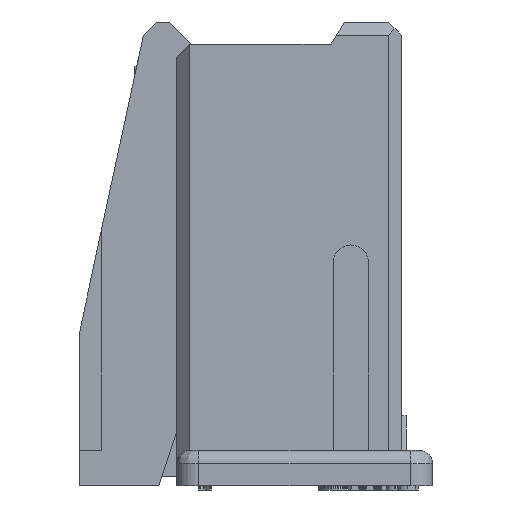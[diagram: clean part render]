
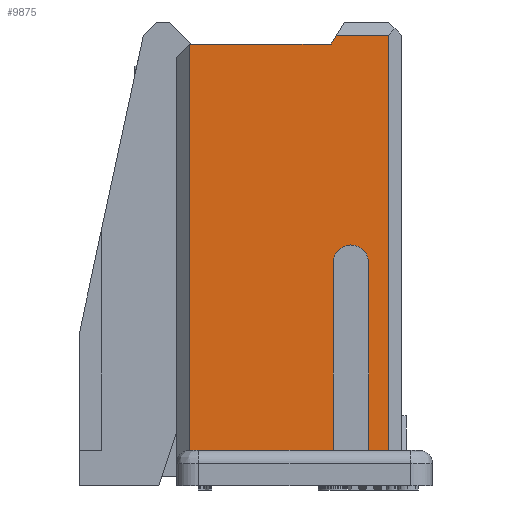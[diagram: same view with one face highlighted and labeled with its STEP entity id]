
A CAD part, front view. The second image highlights one B-rep face of the part: STEP entity #9875.
In plain terms, the highlighted planar face has unit normal (0, -1, 0).
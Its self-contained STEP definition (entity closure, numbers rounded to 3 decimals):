
#136=DIRECTION('',(0.,0.,-1.));
#137=VECTOR('',#136,9.4);
#138=CARTESIAN_POINT('',(1.9,0.825,-0.3));
#139=LINE('',#138,#137);
#140=DIRECTION('',(-1.,0.,0.));
#141=VECTOR('',#140,0.45);
#142=CARTESIAN_POINT('',(1.9,0.825,-9.7));
#143=LINE('',#142,#141);
#144=DIRECTION('',(0.,0.,1.));
#145=VECTOR('',#144,4.25);
#146=CARTESIAN_POINT('',(1.45,0.825,-9.7));
#147=LINE('',#146,#145);
#148=CARTESIAN_POINT('',(1.05,0.825,-5.45));
#149=DIRECTION('',(0.,-1.,0.));
#150=DIRECTION('',(1.,0.,0.));
#151=AXIS2_PLACEMENT_3D('',#148,#149,#150);
#153=DIRECTION('',(0.,0.,1.));
#154=VECTOR('',#153,4.25);
#155=CARTESIAN_POINT('',(0.65,0.825,-9.7));
#156=LINE('',#155,#154);
#157=DIRECTION('',(-1.,0.,0.));
#158=VECTOR('',#157,3.25);
#159=CARTESIAN_POINT('',(0.65,0.825,-9.7));
#160=LINE('',#159,#158);
#161=DIRECTION('',(0.,0.,-1.));
#162=VECTOR('',#161,9.2);
#163=CARTESIAN_POINT('',(-2.6,0.825,-0.5));
#164=LINE('',#163,#162);
#165=DIRECTION('',(1.,0.,0.));
#166=VECTOR('',#165,1.18);
#167=CARTESIAN_POINT('',(0.72,0.825,-0.3));
#168=LINE('',#167,#166);
#185=DIRECTION('',(0.514,0.,0.857));
#186=VECTOR('',#185,0.233);
#187=CARTESIAN_POINT('',(0.6,0.825,-0.5));
#188=LINE('',#187,#186);
#337=DIRECTION('',(1.,0.,0.));
#338=VECTOR('',#337,3.2);
#339=CARTESIAN_POINT('',(-2.6,0.825,-0.5));
#340=LINE('',#339,#338);
#7564=CARTESIAN_POINT('',(0.6,0.825,-0.5));
#7566=VERTEX_POINT('',#7564);
#7632=CARTESIAN_POINT('',(1.45,0.825,-9.7));
#7633=VERTEX_POINT('',#7632);
#7634=CARTESIAN_POINT('',(0.65,0.825,-9.7));
#7635=VERTEX_POINT('',#7634);
#7636=CARTESIAN_POINT('',(1.45,0.825,-5.45));
#7637=VERTEX_POINT('',#7636);
#7638=CARTESIAN_POINT('',(0.65,0.825,-5.45));
#7639=VERTEX_POINT('',#7638);
#7801=CARTESIAN_POINT('',(1.9,0.825,-0.3));
#7802=CARTESIAN_POINT('',(1.9,0.825,-9.7));
#7803=VERTEX_POINT('',#7801);
#7804=VERTEX_POINT('',#7802);
#7809=CARTESIAN_POINT('',(0.72,0.825,-0.3));
#7811=VERTEX_POINT('',#7809);
#7833=CARTESIAN_POINT('',(-2.6,0.825,-0.5));
#7834=CARTESIAN_POINT('',(-2.6,0.825,-9.7));
#7835=VERTEX_POINT('',#7833);
#7836=VERTEX_POINT('',#7834);
#9850=CARTESIAN_POINT('',(0.,0.825,0.));
#9851=DIRECTION('',(0.,1.,0.));
#9852=DIRECTION('',(1.,0.,0.));
#9853=AXIS2_PLACEMENT_3D('',#9850,#9851,#9852);
#9854=PLANE('',#9853);
#9856=ORIENTED_EDGE('',*,*,#9855,.T.);
#9857=ORIENTED_EDGE('',*,*,#9791,.T.);
#9859=ORIENTED_EDGE('',*,*,#9858,.T.);
#9861=ORIENTED_EDGE('',*,*,#9860,.T.);
#9863=ORIENTED_EDGE('',*,*,#9862,.F.);
#9864=ORIENTED_EDGE('',*,*,#9839,.T.);
#9866=ORIENTED_EDGE('',*,*,#9865,.F.);
#9868=ORIENTED_EDGE('',*,*,#9867,.T.);
#9870=ORIENTED_EDGE('',*,*,#9869,.T.);
#9872=ORIENTED_EDGE('',*,*,#9871,.T.);
#9873=EDGE_LOOP('',(#9856,#9857,#9859,#9861,#9863,#9864,#9866,#9868,#9870,
#9872));
#9874=FACE_OUTER_BOUND('',#9873,.F.);
#152=CIRCLE('',#151,0.4);
#9791=EDGE_CURVE('',#7804,#7633,#143,.T.);
#9839=EDGE_CURVE('',#7635,#7836,#160,.T.);
#9855=EDGE_CURVE('',#7803,#7804,#139,.T.);
#9858=EDGE_CURVE('',#7633,#7637,#147,.T.);
#9860=EDGE_CURVE('',#7637,#7639,#152,.T.);
#9862=EDGE_CURVE('',#7635,#7639,#156,.T.);
#9865=EDGE_CURVE('',#7835,#7836,#164,.T.);
#9867=EDGE_CURVE('',#7835,#7566,#340,.T.);
#9869=EDGE_CURVE('',#7566,#7811,#188,.T.);
#9871=EDGE_CURVE('',#7811,#7803,#168,.T.);
#9875=ADVANCED_FACE('',(#9874),#9854,.F.);
